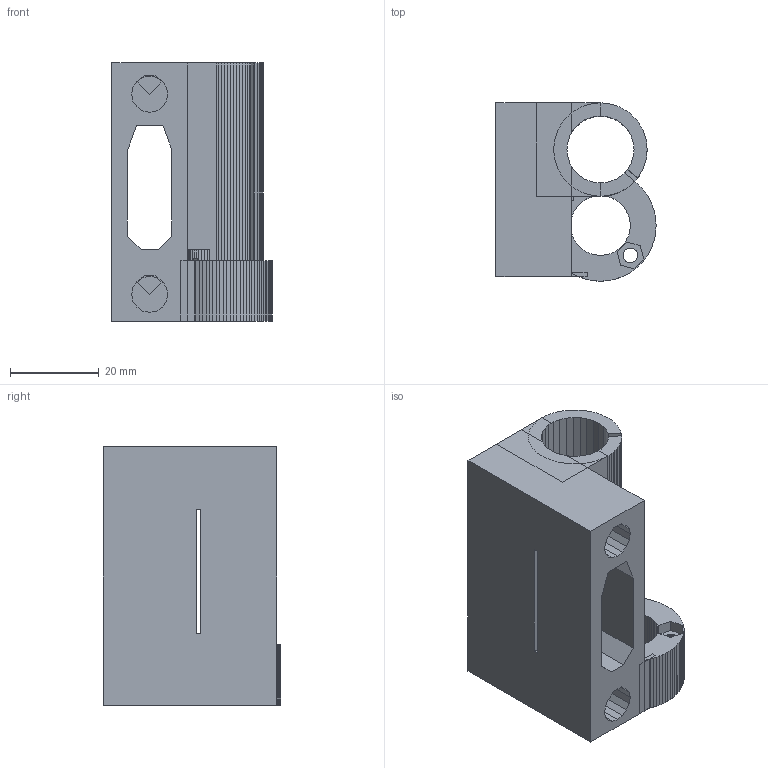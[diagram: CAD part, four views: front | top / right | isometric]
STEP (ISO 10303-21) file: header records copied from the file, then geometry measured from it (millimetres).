
FILE_DESCRIPTION(('FreeCAD Model'),'2;1');
FILE_NAME('x-end_R3.step','2018-10-02T08:12:51',('Author'),(''), 'Open CASCADE STEP processor 6.8','FreeCAD','Unknown');
FILE_SCHEMA(('AUTOMOTIVE_DESIGN { 1 0 10303 214 1 1 1 1 }'));
Length unit declared in the file: millimetre
Products named in the file (1): difference004
Bounding box: 36 x 40 x 58 mm (x, y, z)
Volume: 33926.6 mm3; surface area: 18277 mm2
Topology: 1 solids, 1 shells, 662 faces, 1919 edges, 1254 vertices
Faces by surface type: plane 501, bspline 160, cone 1
Entity records: 37919 total; most frequent: CARTESIAN_POINT 21576, ORIENTED_EDGE 3838, DIRECTION 2631, EDGE_CURVE 1919, LINE 1551, VECTOR 1551, VERTEX_POINT 1254, FACE_BOUND 671
